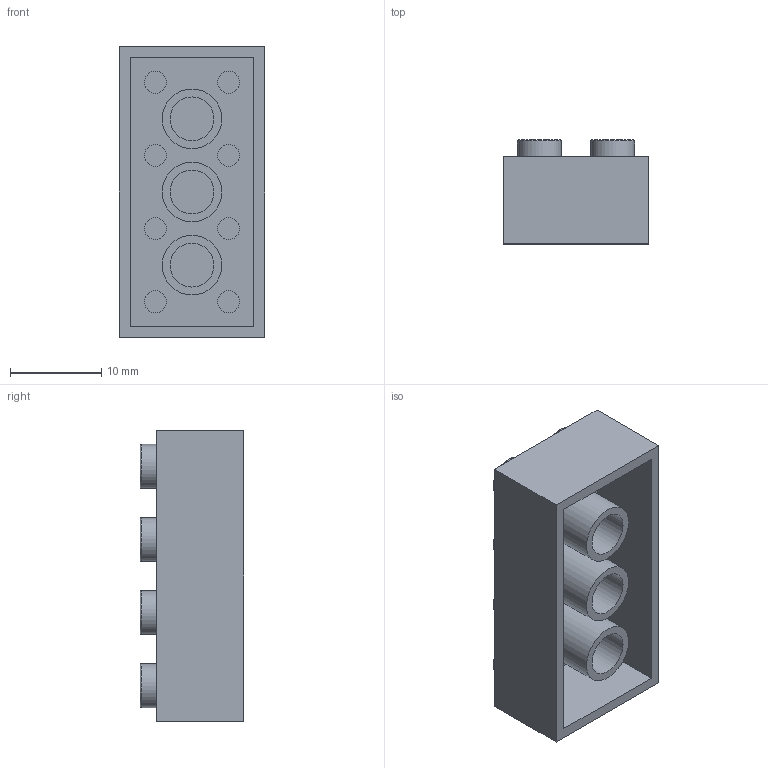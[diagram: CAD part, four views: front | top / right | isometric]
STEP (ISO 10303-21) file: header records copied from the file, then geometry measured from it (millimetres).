
FILE_DESCRIPTION(/* description */ (''),/* implementation_level */ '2;1');
FILE_NAME(/* name */ 'Lego Brick Reconstructed v1.step',/* time_stamp */ '2020-11-06T00:28:53+06:00',/* author */ (''),/* organization */ (''),/* preprocessor_version */ 'ST-DEVELOPER v18.1',/* originating_system */ 'Autodesk Translation Framework v9.3.0.1241',/* authorisation */ '');
FILE_SCHEMA (('AUTOMOTIVE_DESIGN { 1 0 10303 214 3 1 1 }'));
Length unit declared in the file: millimetre
Products named in the file (1): Lego Brick Reconstructed
Bounding box: 15.88 x 11.37 x 31.75 mm (x, y, z)
Volume: 2092.7 mm3; surface area: 3840.8 mm2
Topology: 1 solids, 1 shells, 63 faces, 114 edges, 76 vertices
Faces by surface type: plane 33, cylinder 22, torus 8
Full cylindrical faces by diameter (mm): 2.4 x8, 4.8 x11, 6.51 x3
Entity records: 1616 total; most frequent: DIRECTION 310, CARTESIAN_POINT 254, ORIENTED_EDGE 228, AXIS2_PLACEMENT_3D 132, EDGE_CURVE 114, EDGE_LOOP 86, VERTEX_POINT 76, CIRCLE 68
